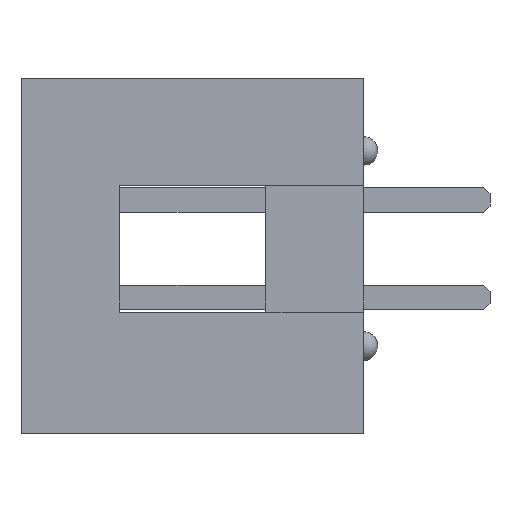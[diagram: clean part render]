
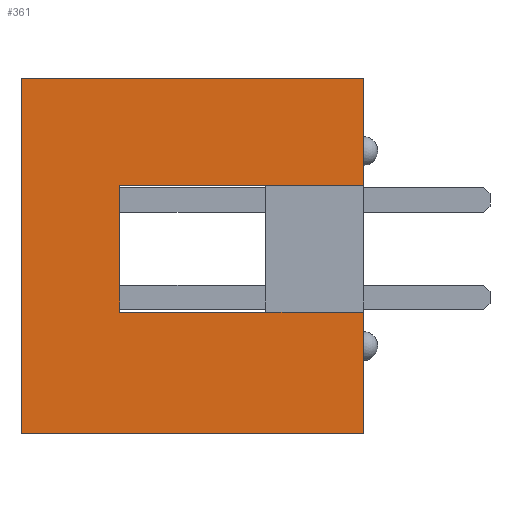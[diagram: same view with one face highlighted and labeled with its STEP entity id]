
A CAD part, left-side view. The second image highlights one B-rep face of the part: STEP entity #361.
In plain terms, the highlighted planar face has unit normal (-1, 0, 0).
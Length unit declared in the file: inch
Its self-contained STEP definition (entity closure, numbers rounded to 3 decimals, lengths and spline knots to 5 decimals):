
#361 = ADVANCED_FACE( '', ( #831 ), #832, .F. );
#831 = FACE_OUTER_BOUND( '', #1435, .T. );
#832 = PLANE( '', #1436 );
#1435 = EDGE_LOOP( '', ( #2338, #2339, #2340, #2341, #2342, #2343, #2344, #2345 ) );
#1436 = AXIS2_PLACEMENT_3D( '', #2346, #2347, #2348 );
#2338 = ORIENTED_EDGE( '', *, *, #4005, .F. );
#2339 = ORIENTED_EDGE( '', *, *, #3808, .F. );
#2340 = ORIENTED_EDGE( '', *, *, #4082, .F. );
#2341 = ORIENTED_EDGE( '', *, *, #4083, .F. );
#2342 = ORIENTED_EDGE( '', *, *, #4084, .T. );
#2343 = ORIENTED_EDGE( '', *, *, #3887, .T. );
#2344 = ORIENTED_EDGE( '', *, *, #4085, .F. );
#2345 = ORIENTED_EDGE( '', *, *, #4086, .F. );
#2346 = CARTESIAN_POINT( '', ( -0.45, 0., 0. ) );
#2347 = DIRECTION( '', ( 1., 0., 0. ) );
#2348 = DIRECTION( '', ( 0., 0., -1. ) );
#3808 = EDGE_CURVE( '', #4569, #4571, #4572, .T. );
#3887 = EDGE_CURVE( '', #4715, #4713, #4716, .T. );
#4005 = EDGE_CURVE( '', #4571, #4887, #4924, .T. );
#4082 = EDGE_CURVE( '', #5050, #4569, #5051, .T. );
#4083 = EDGE_CURVE( '', #5052, #5050, #5053, .T. );
#4084 = EDGE_CURVE( '', #5052, #4715, #5054, .T. );
#4085 = EDGE_CURVE( '', #5055, #4713, #5056, .T. );
#4086 = EDGE_CURVE( '', #4887, #5055, #5057, .T. );
#4569 = VERTEX_POINT( '', #5696 );
#4571 = VERTEX_POINT( '', #5699 );
#4572 = LINE( '', #5700, #5701 );
#4713 = VERTEX_POINT( '', #5907 );
#4715 = VERTEX_POINT( '', #5910 );
#4716 = LINE( '', #5911, #5912 );
#4887 = VERTEX_POINT( '', #6164 );
#4924 = LINE( '', #6221, #6222 );
#5050 = VERTEX_POINT( '', #6412 );
#5051 = LINE( '', #6413, #6414 );
#5052 = VERTEX_POINT( '', #6415 );
#5053 = LINE( '', #6416, #6417 );
#5054 = LINE( '', #6418, #6419 );
#5055 = VERTEX_POINT( '', #6420 );
#5056 = LINE( '', #6421, #6422 );
#5057 = LINE( '', #6423, #6424 );
#5696 = CARTESIAN_POINT( '', ( -0.45, 0., -0.19 ) );
#5699 = CARTESIAN_POINT( '', ( -0.45, 0.35, -0.19 ) );
#5700 = CARTESIAN_POINT( '', ( -0.45, 0., -0.19 ) );
#5701 = VECTOR( '', #7360, 39.37008 );
#5907 = CARTESIAN_POINT( '', ( -0.45, 0., 0.065 ) );
#5910 = CARTESIAN_POINT( '', ( -0.45, 0.25, 0.065 ) );
#5911 = CARTESIAN_POINT( '', ( -0.45, 0.25, 0.065 ) );
#5912 = VECTOR( '', #7427, 39.37008 );
#6164 = CARTESIAN_POINT( '', ( -0.45, 0.35, 0.175 ) );
#6221 = CARTESIAN_POINT( '', ( -0.45, 0.35, -0.19 ) );
#6222 = VECTOR( '', #7529, 39.37008 );
#6412 = CARTESIAN_POINT( '', ( -0.45, 0., -0.065 ) );
#6413 = CARTESIAN_POINT( '', ( -0.45, 0., 0.175 ) );
#6414 = VECTOR( '', #7594, 39.37008 );
#6415 = CARTESIAN_POINT( '', ( -0.45, 0.25, -0.065 ) );
#6416 = CARTESIAN_POINT( '', ( -0.45, 0.25, -0.065 ) );
#6417 = VECTOR( '', #7595, 39.37008 );
#6418 = CARTESIAN_POINT( '', ( -0.45, 0.25, 0. ) );
#6419 = VECTOR( '', #7596, 39.37008 );
#6420 = CARTESIAN_POINT( '', ( -0.45, 0., 0.175 ) );
#6421 = CARTESIAN_POINT( '', ( -0.45, 0., 0.175 ) );
#6422 = VECTOR( '', #7597, 39.37008 );
#6423 = CARTESIAN_POINT( '', ( -0.45, 0.35, 0.175 ) );
#6424 = VECTOR( '', #7598, 39.37008 );
#7360 = DIRECTION( '', ( 0., 1., 0. ) );
#7427 = DIRECTION( '', ( 0., -1., 0. ) );
#7529 = DIRECTION( '', ( 0., 0., 1. ) );
#7594 = DIRECTION( '', ( 0., 0., -1. ) );
#7595 = DIRECTION( '', ( 0., -1., 0. ) );
#7596 = DIRECTION( '', ( 0., 0., 1. ) );
#7597 = DIRECTION( '', ( 0., 0., -1. ) );
#7598 = DIRECTION( '', ( 0., -1., 0. ) );
